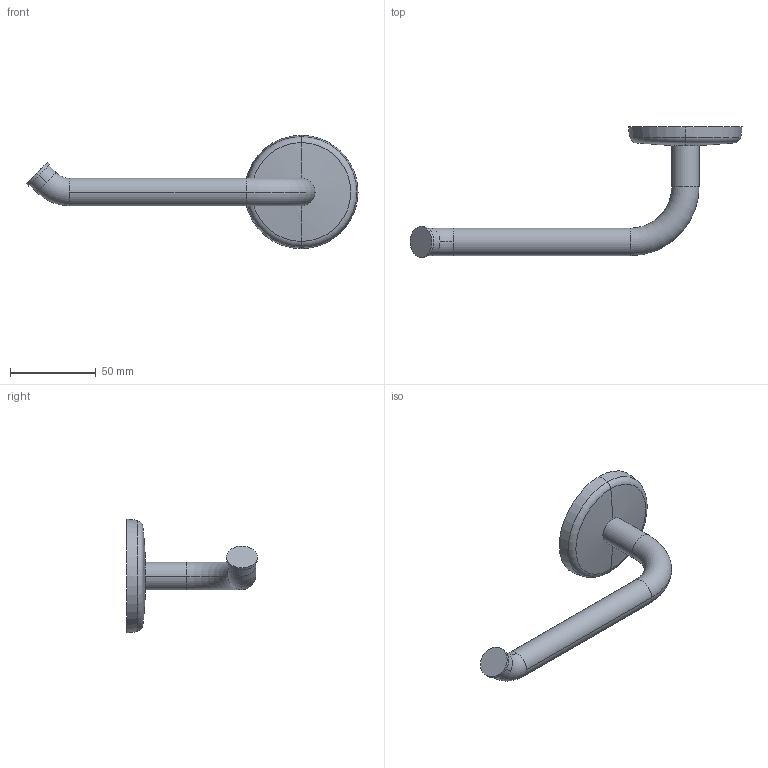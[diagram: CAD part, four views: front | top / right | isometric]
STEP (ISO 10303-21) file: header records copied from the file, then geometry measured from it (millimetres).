
FILE_DESCRIPTION((''),'2;1');
FILE_NAME('0306_WEB','2010-10-12T',('project'),(''),'PRO/ENGINEER BY PARAMETRIC TECHNOLOGY CORPORATION, 2009300','PRO/ENGINEER BY PARAMETRIC TECHNOLOGY CORPORATION, 2009300','');
FILE_SCHEMA(('CONFIG_CONTROL_DESIGN'));
Length unit declared in the file: inch
Products named in the file (1): 0306_WEB
Bounding box: 193.29 x 76.08 x 66 mm (x, y, z)
Volume: 43737.9 mm3; surface area: 27524.5 mm2
Topology: 1 solids, 3 shells, 44 faces, 100 edges, 60 vertices
Faces by surface type: cylinder 18, torus 10, plane 6, sphere 4, cone 4, bspline 2
Entity records: 1341 total; most frequent: CARTESIAN_POINT 283, DIRECTION 246, ORIENTED_EDGE 192, AXIS2_PLACEMENT_3D 112, EDGE_CURVE 96, CIRCLE 70, VERTEX_POINT 60, EDGE_LOOP 48
